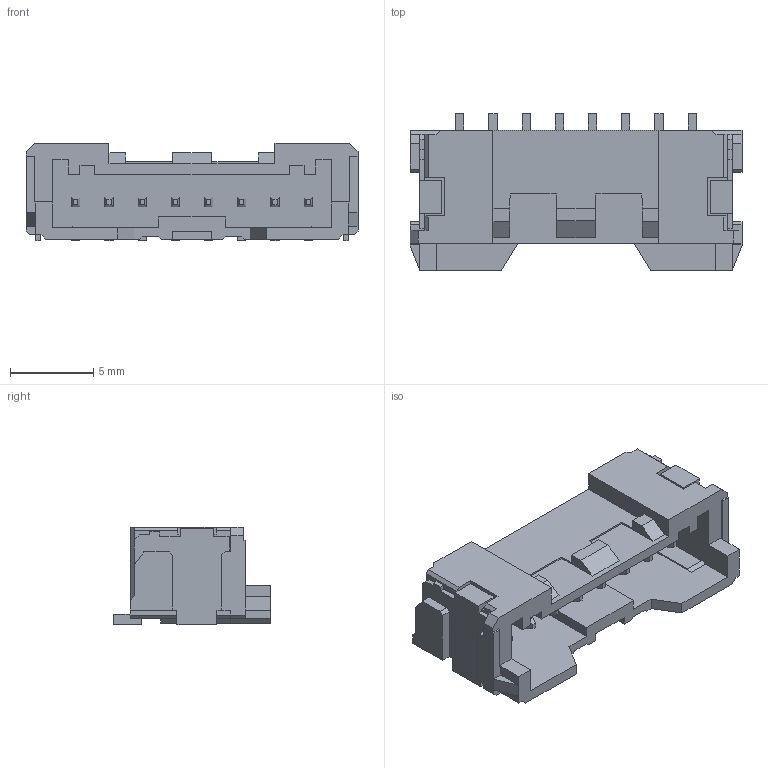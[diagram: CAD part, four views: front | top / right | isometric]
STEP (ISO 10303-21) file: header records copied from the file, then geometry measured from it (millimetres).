
FILE_DESCRIPTION(('FreeCAD Model'),'2;1');
FILE_NAME('SOLID.step', '2019-06-08T22:36:18',('kicad StepUp'),('ksu MCAD'), 'Open CASCADE STEP processor 7.3','FreeCAD','Unknown');
FILE_SCHEMA(('AUTOMOTIVE_DESIGN { 1 0 10303 214 1 1 1 1 }'));
Length unit declared in the file: millimetre
Products named in the file (1): SOLID
Bounding box: 20 x 9.45 x 5.9 mm (x, y, z)
Volume: 453.7 mm3; surface area: 988.1 mm2
Topology: 1 solids, 1 shells, 320 faces, 910 edges, 592 vertices
Faces by surface type: plane 320
Entity records: 21989 total; most frequent: CARTESIAN_POINT 3643, DIRECTION 3372, LINE 2730, VECTOR 2730, ORIENTED_EDGE 1820, PCURVE 1820, DEFINITIONAL_REPRESENTATION 1820, EDGE_CURVE 910
